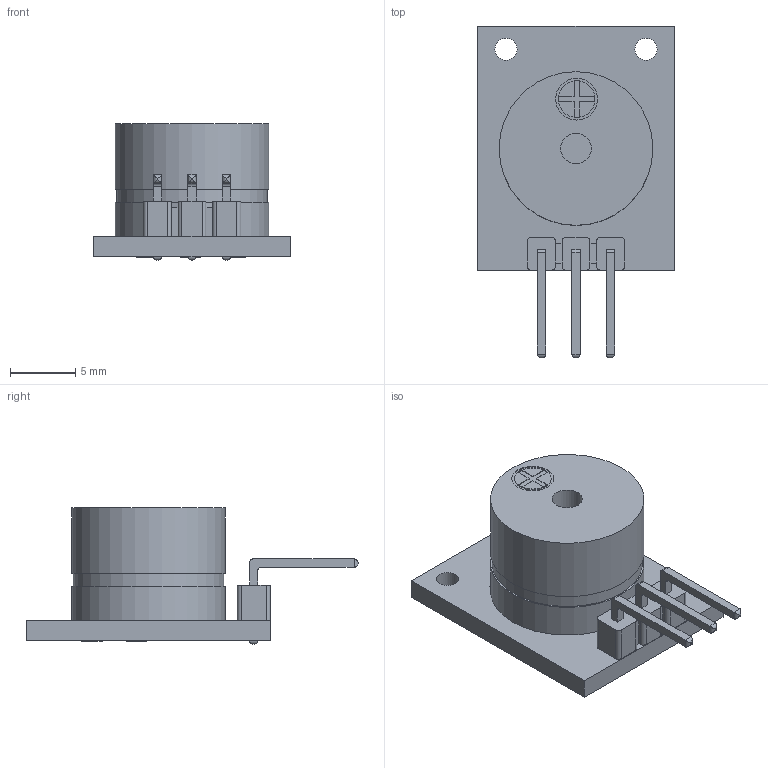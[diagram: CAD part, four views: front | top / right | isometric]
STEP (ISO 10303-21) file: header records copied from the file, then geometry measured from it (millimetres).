
FILE_DESCRIPTION(/* description */ (''),/* implementation_level */ '2;1');
FILE_NAME(/* name */ 'KY-006 v2.step',/* time_stamp */ '2022-01-26T13:20:38+01:00',/* author */ (''),/* organization */ (''),/* preprocessor_version */ 'ST-DEVELOPER v18.1',/* originating_system */ 'Autodesk Translation Framework v10.13.0.1454',/* authorisation */ '');
FILE_SCHEMA (('AUTOMOTIVE_DESIGN { 1 0 10303 214 3 1 1 }'));
Length unit declared in the file: millimetre
Products named in the file (1): KY-006
Bounding box: 15 x 25.36 x 10.4 mm (x, y, z)
Volume: 1402.5 mm3; surface area: 1481.2 mm2
Topology: 13 solids, 13 shells, 195 faces, 423 edges, 250 vertices
Faces by surface type: plane 124, cylinder 68, torus 3
Full cylindrical faces by diameter (mm): 0.8 x6, 1.7 x2, 2.33 x2, 3.2 x1, 11.5 x1, 11.74 x2
Entity records: 5290 total; most frequent: DIRECTION 936, CARTESIAN_POINT 869, ORIENTED_EDGE 846, EDGE_CURVE 423, AXIS2_PLACEMENT_3D 317, LINE 302, VECTOR 302, VERTEX_POINT 250
